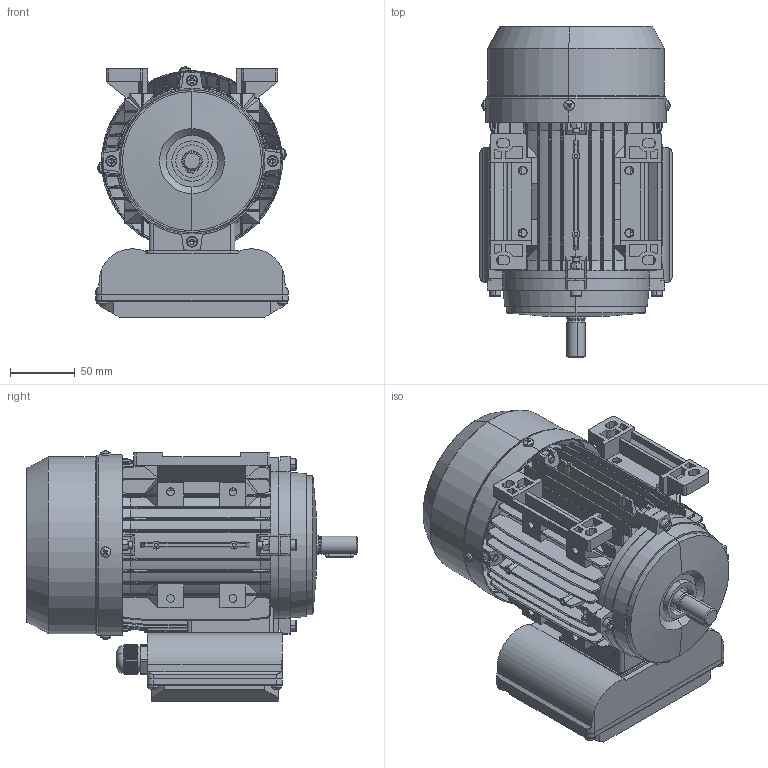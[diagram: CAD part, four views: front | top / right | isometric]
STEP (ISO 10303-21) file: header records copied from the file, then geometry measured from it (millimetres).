
FILE_DESCRIPTION (( 'STEP AP203' ), '1' );
FILE_NAME ('ML71 B3軞蚾芞.STEP', '2015-01-10T01:39:06', ( 'USER' ), ( 'MS' ), 'SwSTEP 2.0', 'SolidWorks 2008', '' );
FILE_SCHEMA (( 'CONFIG_CONTROL_DESIGN' ));
Products named in the file (14): MS71 风叶_默认; ML71 B3軞蚾芞; 71 底脚_默认; ML63-71接线盒盖(铝)_默认; ML63-71接线盒座(铝)_默认; Cross recessed thread forming screws GB_GB_CROSS_SCREWS_TYPE138 M4X10-N; 71L机壳_默认; 71 B3盖_默认; 71后盖_默认; 71L转轴_默认; Hexagon nuts grade C GB_GB_FASTENER_NUT_SNC1 M5-N; Hexagon socket head cap screws GB_GB_FASTENER_SCREWS_HSHCS M5X25-N; MS63-71 出线螺套_默认; 71风罩_默认
Assembly tree (35 placements, depth 2):
  ML71 B3軞蚾芞
    Hexagon nuts grade C GB_GB_FASTENER_NUT_SNC1 M5-N  x8
    71 底脚_默认  x2
    Hexagon socket head cap screws GB_GB_FASTENER_SCREWS_HSHCS M5X25-N  x8
    Cross recessed thread forming screws GB_GB_CROSS_SCREWS_TYPE138 M4X10-N  x8
    ML63-71接线盒盖(铝)_默认
    71L转轴_默认
    71后盖_默认
    MS71 风叶_默认
    MS63-71 出线螺套_默认
    71风罩_默认
    ML63-71接线盒座(铝)_默认
    71L机壳_默认
    71 B3盖_默认
Bounding box: 148 x 255 x 192.46 mm (x, y, z)
Volume: 768279.2 mm3; surface area: 538937.1 mm2
Topology: 35 solids, 35 shells, 3405 faces, 8839 edges, 5558 vertices
Faces by surface type: plane 1854, cylinder 960, cone 213, bspline 142, sphere 120, torus 116
Entity records: 97761 total; most frequent: CARTESIAN_POINT 26939, ORIENTED_EDGE 15030, DIRECTION 13417, EDGE_CURVE 7515, VERTEX_POINT 4733, AXIS2_PLACEMENT_3D 4487, VECTOR 4443, LINE 4443
